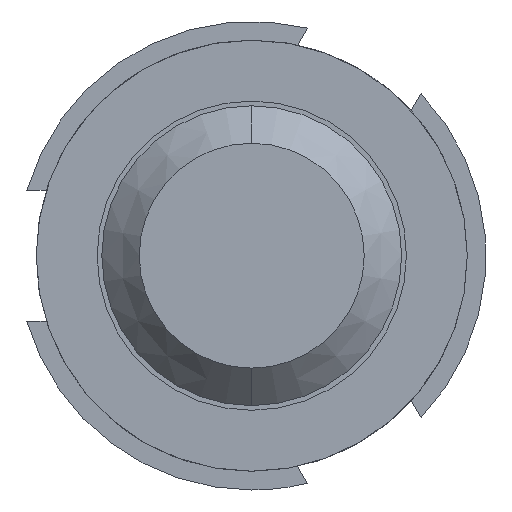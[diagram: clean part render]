
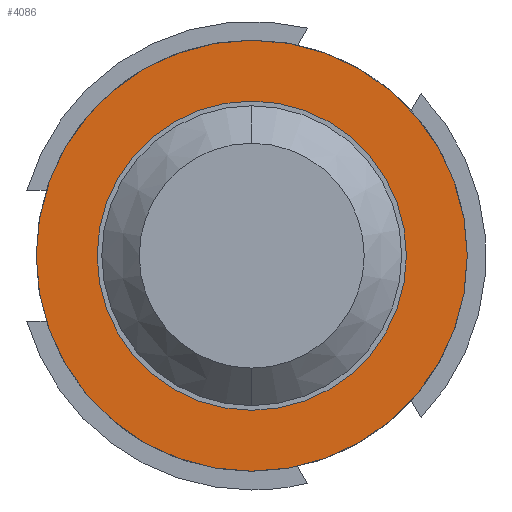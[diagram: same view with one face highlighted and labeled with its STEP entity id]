
A CAD part, front view. The second image highlights one B-rep face of the part: STEP entity #4086.
In plain terms, the highlighted planar face has unit normal (0, -1, 0).
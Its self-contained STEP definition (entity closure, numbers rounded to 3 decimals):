
#15 = EDGE_LOOP ( 'NONE', ( #1917, #2291 ) ) ;
#42 = VERTEX_POINT ( 'NONE', #3754 ) ;
#84 = ORIENTED_EDGE ( 'NONE', *, *, #1090, .F. ) ;
#353 = CARTESIAN_POINT ( 'NONE',  ( 0., -1.5, 1.15 ) ) ;
#444 = FACE_BOUND ( 'NONE', #3613, .T. ) ;
#534 = EDGE_CURVE ( 'NONE', #42, #4237, #1822, .T. ) ;
#610 = CARTESIAN_POINT ( 'NONE',  ( 0., -1.5, -0.825 ) ) ;
#670 = CARTESIAN_POINT ( 'NONE',  ( 0., -1.5, -0.825 ) ) ;
#697 = VERTEX_POINT ( 'NONE', #4131 ) ;
#812 = CARTESIAN_POINT ( 'NONE',  ( 0., -1.5, 0. ) ) ;
#954 = CIRCLE ( 'NONE', #2032, 0.825 ) ;
#970 = VERTEX_POINT ( 'NONE', #610 ) ;
#1090 = EDGE_CURVE ( 'NONE', #697, #970, #954, .T. ) ;
#1322 = AXIS2_PLACEMENT_3D ( 'NONE', #1368, #3944, #3973 ) ;
#1368 = CARTESIAN_POINT ( 'NONE',  ( 0., -1.5, 0. ) ) ;
#1822 = CIRCLE ( 'NONE', #4424, 1.15 ) ;
#1913 = CIRCLE ( 'NONE', #1322, 1.15 ) ;
#1917 = ORIENTED_EDGE ( 'NONE', *, *, #2731, .F. ) ;
#2032 = AXIS2_PLACEMENT_3D ( 'NONE', #3267, #2207, #2532 ) ;
#2143 = EDGE_CURVE ( 'NONE', #970, #697, #4863, .T. ) ;
#2207 = DIRECTION ( 'NONE',  ( 0., -1., 0. ) ) ;
#2291 = ORIENTED_EDGE ( 'NONE', *, *, #534, .F. ) ;
#2358 = AXIS2_PLACEMENT_3D ( 'NONE', #670, #2527, #3279 ) ;
#2491 = PLANE ( 'NONE',  #2358 ) ;
#2501 = AXIS2_PLACEMENT_3D ( 'NONE', #3185, #4687, #3934 ) ;
#2527 = DIRECTION ( 'NONE',  ( 0., 1., 0. ) ) ;
#2532 = DIRECTION ( 'NONE',  ( 0., 0., 1. ) ) ;
#2535 = ORIENTED_EDGE ( 'NONE', *, *, #2143, .F. ) ;
#2730 = FACE_OUTER_BOUND ( 'NONE', #15, .T. ) ;
#2731 = EDGE_CURVE ( 'NONE', #4237, #42, #1913, .T. ) ;
#3185 = CARTESIAN_POINT ( 'NONE',  ( 0., -1.5, 0. ) ) ;
#3267 = CARTESIAN_POINT ( 'NONE',  ( 0., -1.5, 0. ) ) ;
#3279 = DIRECTION ( 'NONE',  ( 0., 0., 1. ) ) ;
#3613 = EDGE_LOOP ( 'NONE', ( #84, #2535 ) ) ;
#3754 = CARTESIAN_POINT ( 'NONE',  ( 0., -1.5, -1.15 ) ) ;
#3934 = DIRECTION ( 'NONE',  ( 0., 0., 1. ) ) ;
#3944 = DIRECTION ( 'NONE',  ( 0., 1., 0. ) ) ;
#3973 = DIRECTION ( 'NONE',  ( 0., 0., 1. ) ) ;
#4086 = ADVANCED_FACE ( 'Defeature ausgef�hrt1_14', ( #444, #2730 ), #2491, .F. ) ;
#4131 = CARTESIAN_POINT ( 'NONE',  ( 0., -1.5, 0.825 ) ) ;
#4177 = DIRECTION ( 'NONE',  ( 0., 0., 1. ) ) ;
#4211 = DIRECTION ( 'NONE',  ( 0., 1., 0. ) ) ;
#4237 = VERTEX_POINT ( 'NONE', #353 ) ;
#4424 = AXIS2_PLACEMENT_3D ( 'NONE', #812, #4211, #4177 ) ;
#4687 = DIRECTION ( 'NONE',  ( 0., -1., 0. ) ) ;
#4863 = CIRCLE ( 'NONE', #2501, 0.825 ) ;
